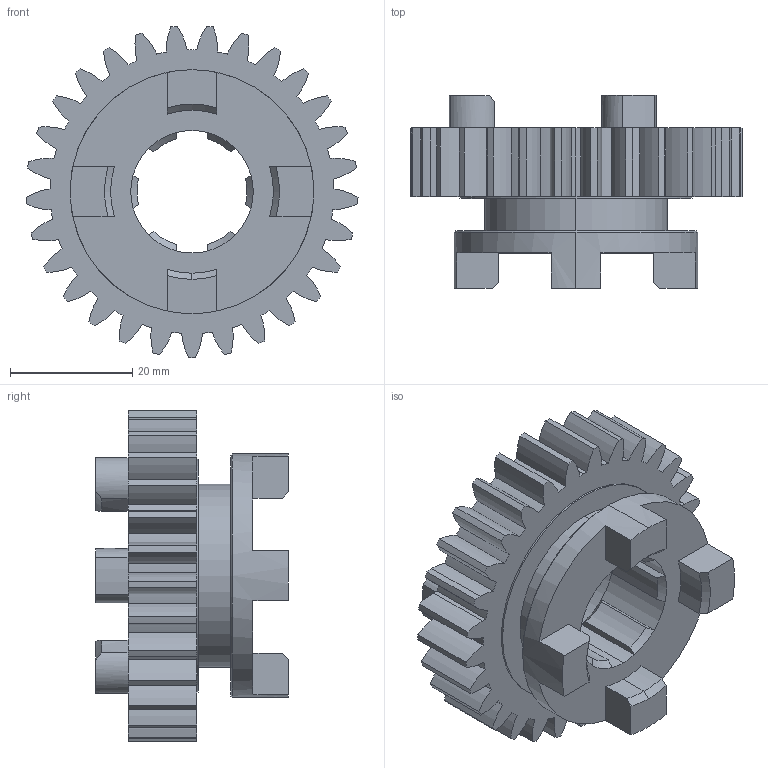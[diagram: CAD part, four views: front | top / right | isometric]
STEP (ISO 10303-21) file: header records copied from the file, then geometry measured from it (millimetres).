
FILE_DESCRIPTION (( 'STEP AP203' ), '1' );
FILE_NAME ('Conception Pignon moto.STEP', '2020-05-31T13:43:41', ( '' ), ( '' ), 'SwSTEP 2.0', 'SolidWorks 2019', '' );
FILE_SCHEMA (( 'CONFIG_CONTROL_DESIGN' ));
Length unit declared in the file: millimetre
Products named in the file (1): Conception Pignon moto
Bounding box: 54.22 x 31.5 x 54.14 mm (x, y, z)
Volume: 24627.6 mm3; surface area: 11628.4 mm2
Topology: 1 solids, 1 shells, 213 faces, 594 edges, 387 vertices
Faces by surface type: cylinder 158, plane 33, cone 22
Entity records: 7123 total; most frequent: DIRECTION 1334, CARTESIAN_POINT 1312, ORIENTED_EDGE 1188, EDGE_CURVE 594, AXIS2_PLACEMENT_3D 565, VERTEX_POINT 387, CIRCLE 351, EDGE_LOOP 219
